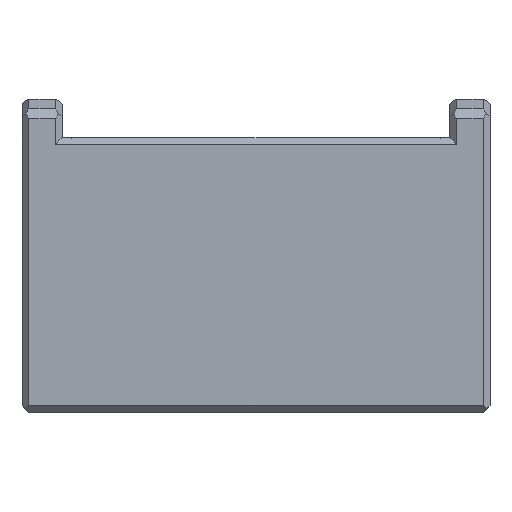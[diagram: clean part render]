
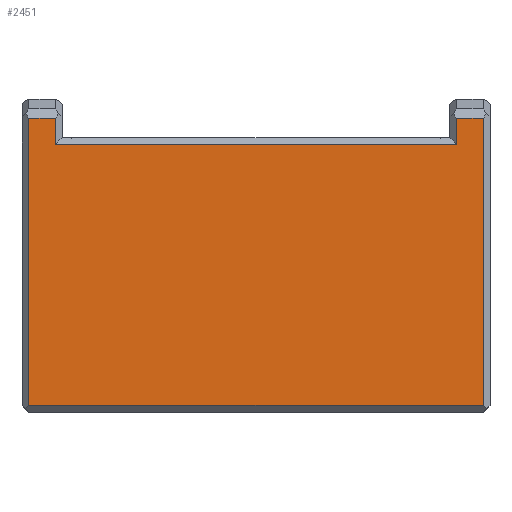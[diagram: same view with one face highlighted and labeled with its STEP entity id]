
A CAD part, top view. The second image highlights one B-rep face of the part: STEP entity #2451.
In plain terms, the highlighted planar face has unit normal (0, 0, 1).
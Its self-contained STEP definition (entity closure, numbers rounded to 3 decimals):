
#117=LINE('',#3727,#365);
#119=LINE('',#3731,#367);
#122=LINE('',#3737,#370);
#166=LINE('',#3823,#414);
#186=LINE('',#3860,#434);
#188=LINE('',#3865,#436);
#193=LINE('',#3875,#441);
#195=LINE('',#3878,#443);
#365=VECTOR('',#2951,10.);
#367=VECTOR('',#2955,10.);
#370=VECTOR('',#2960,10.);
#414=VECTOR('',#3026,10.);
#434=VECTOR('',#3054,10.);
#436=VECTOR('',#3058,10.);
#441=VECTOR('',#3065,10.);
#443=VECTOR('',#3069,10.);
#643=FACE_OUTER_BOUND('',#804,.T.);
#804=EDGE_LOOP('',(#1829,#1830,#1831,#1832,#1833,#1834,#1835,#1836));
#1073=VERTEX_POINT('',#3724);
#1074=VERTEX_POINT('',#3726);
#1075=VERTEX_POINT('',#3730);
#1077=VERTEX_POINT('',#3736);
#1108=VERTEX_POINT('',#3822);
#1121=VERTEX_POINT('',#3858);
#1123=VERTEX_POINT('',#3864);
#1127=VERTEX_POINT('',#3874);
#1301=EDGE_CURVE('',#1073,#1074,#117,.T.);
#1303=EDGE_CURVE('',#1074,#1075,#119,.T.);
#1306=EDGE_CURVE('',#1075,#1077,#122,.T.);
#1350=EDGE_CURVE('',#1077,#1108,#166,.T.);
#1370=EDGE_CURVE('',#1121,#1073,#186,.T.);
#1372=EDGE_CURVE('',#1108,#1123,#188,.T.);
#1377=EDGE_CURVE('',#1123,#1127,#193,.T.);
#1379=EDGE_CURVE('',#1127,#1121,#195,.T.);
#1829=ORIENTED_EDGE('',*,*,#1372,.F.);
#1830=ORIENTED_EDGE('',*,*,#1350,.F.);
#1831=ORIENTED_EDGE('',*,*,#1306,.F.);
#1832=ORIENTED_EDGE('',*,*,#1303,.F.);
#1833=ORIENTED_EDGE('',*,*,#1301,.F.);
#1834=ORIENTED_EDGE('',*,*,#1370,.F.);
#1835=ORIENTED_EDGE('',*,*,#1379,.F.);
#1836=ORIENTED_EDGE('',*,*,#1377,.F.);
#2363=PLANE('',#2645);
#2451=ADVANCED_FACE('',(#643),#2363,.T.);
#2645=AXIS2_PLACEMENT_3D('',#3912,#3099,#3100);
#2951=DIRECTION('',(0.,-1.,0.));
#2955=DIRECTION('',(-1.,0.,0.));
#2960=DIRECTION('',(0.,1.,0.));
#3026=DIRECTION('',(1.,0.,0.));
#3054=DIRECTION('',(1.,0.,0.));
#3058=DIRECTION('',(0.,-1.,0.));
#3065=DIRECTION('',(1.,0.,0.));
#3069=DIRECTION('',(0.,1.,0.));
#3099=DIRECTION('center_axis',(0.,0.,1.));
#3100=DIRECTION('ref_axis',(0.,-1.,0.));
#3724=CARTESIAN_POINT('',(119.9,61.439,-13.753));
#3726=CARTESIAN_POINT('',(119.9,-24.361,-13.753));
#3727=CARTESIAN_POINT('',(119.9,-40.361,-13.753));
#3730=CARTESIAN_POINT('',(-15.9,-24.361,-13.753));
#3731=CARTESIAN_POINT('',(26.938,-24.361,-13.753));
#3736=CARTESIAN_POINT('',(-15.9,61.439,-13.753));
#3737=CARTESIAN_POINT('',(-15.9,-40.361,-13.753));
#3822=CARTESIAN_POINT('',(-7.9,61.439,-13.753));
#3823=CARTESIAN_POINT('',(20.359,61.439,-13.753));
#3858=CARTESIAN_POINT('',(111.9,61.439,-13.753));
#3860=CARTESIAN_POINT('',(20.359,61.439,-13.753));
#3864=CARTESIAN_POINT('',(-7.9,53.639,-13.753));
#3865=CARTESIAN_POINT('',(-7.9,-27.361,-13.753));
#3874=CARTESIAN_POINT('',(111.9,53.639,-13.753));
#3875=CARTESIAN_POINT('',(26.938,53.639,-13.753));
#3878=CARTESIAN_POINT('',(111.9,-27.361,-13.753));
#3912=CARTESIAN_POINT('Origin',(1.,-40.361,-13.753));
